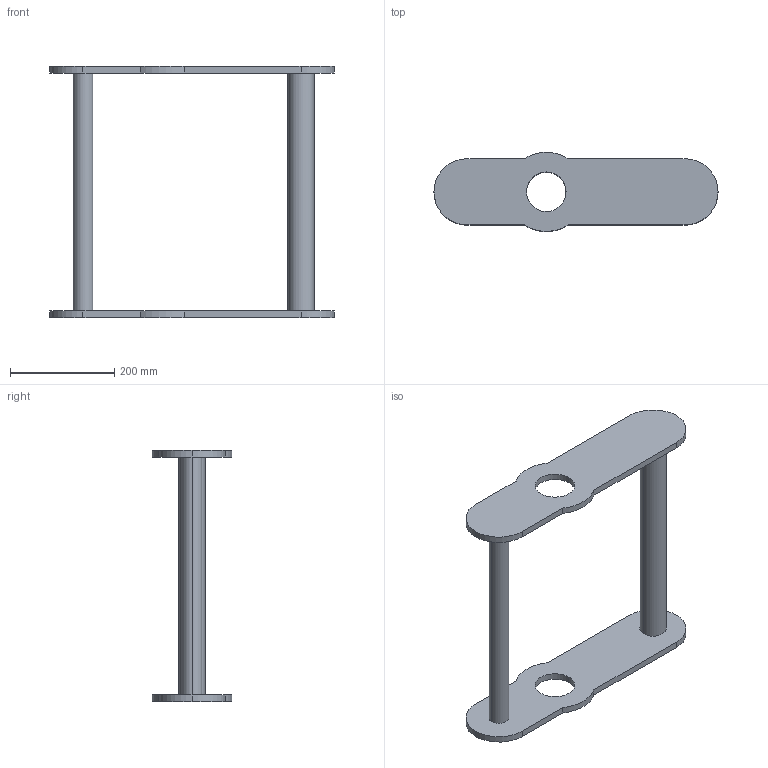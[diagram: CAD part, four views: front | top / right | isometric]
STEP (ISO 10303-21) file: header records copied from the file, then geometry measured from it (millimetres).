
FILE_DESCRIPTION (( 'STEP AP203' ), '1' );
FILE_NAME ('pivotArms_Default_v0.step', '2023-01-18T16:45:20', ( '' ), ( '' ), 'SwSTEP 2.0', 'SolidWorks 2022', '' );
FILE_SCHEMA (( 'CONFIG_CONTROL_DESIGN' ));
Length unit declared in the file: inch
Products named in the file (1): pivotArms_Default_v0
Bounding box: 546.1 x 151.87 x 482.6 mm (x, y, z)
Volume: 2680679.8 mm3; surface area: 457443.8 mm2
Topology: 1 solids, 2 shells, 34 faces, 84 edges, 56 vertices
Faces by surface type: cylinder 20, plane 14
Entity records: 1117 total; most frequent: DIRECTION 194, CARTESIAN_POINT 175, ORIENTED_EDGE 168, EDGE_CURVE 84, AXIS2_PLACEMENT_3D 75, VERTEX_POINT 56, VECTOR 44, LINE 44
